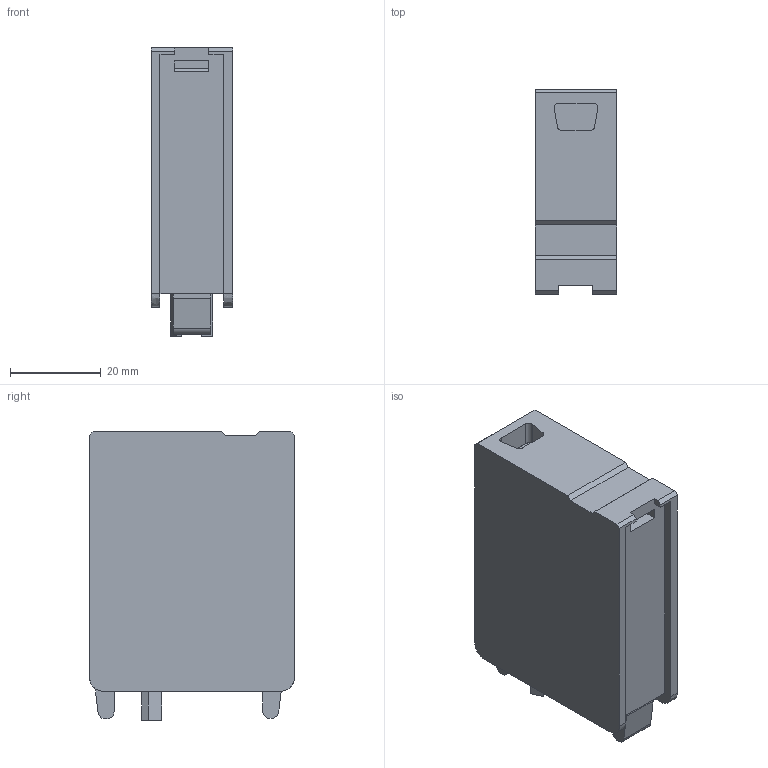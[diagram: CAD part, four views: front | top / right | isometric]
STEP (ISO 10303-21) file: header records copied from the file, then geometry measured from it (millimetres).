
FILE_DESCRIPTION(('CATIA V5 STEP Exchange','CAx-IF Rec.Pracs.--- Model Styling and Organization---1.4--- 2014-01-23'),'2;1');
FILE_NAME ('D1479259_0_2530530000_S3D_VPU_PV_II_0_1000.stp','2021-03-24T13:05:35+00:00',('none'),('Weidmueller'),'CATIA Version 5-6 Release 2016 SP3 HF44','CATIA V5 STEP AP214','none');
FILE_SCHEMA(('AUTOMOTIVE_DESIGN { 1 0 10303 214 1 1 1 1 }'));
Length unit declared in the file: millimetre
Products named in the file (1): S3D_VPU_PV_II_0_1000
Bounding box: 18 x 45 x 63.45 mm (x, y, z)
Volume: 42287.8 mm3; surface area: 10325.6 mm2
Topology: 6 solids, 6 shells, 86 faces, 223 edges, 152 vertices
Faces by surface type: plane 66, extrusion 10, cylinder 10
Entity records: 2829 total; most frequent: CARTESIAN_POINT 653, ORIENTED_EDGE 446, DIRECTION 345, EDGE_CURVE 223, VECTOR 187, LINE 177, VERTEX_POINT 152, AXIS2_PLACEMENT_3D 90
